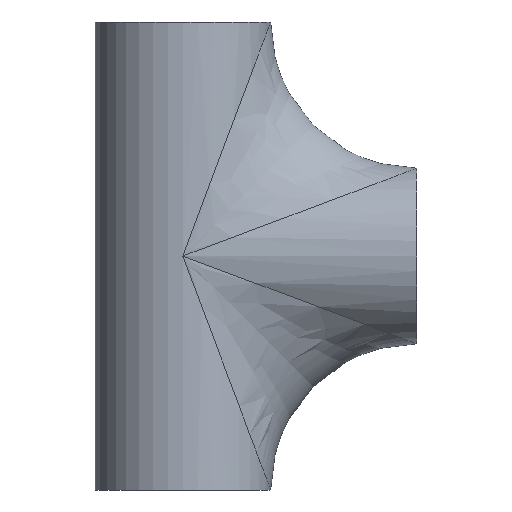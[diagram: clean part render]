
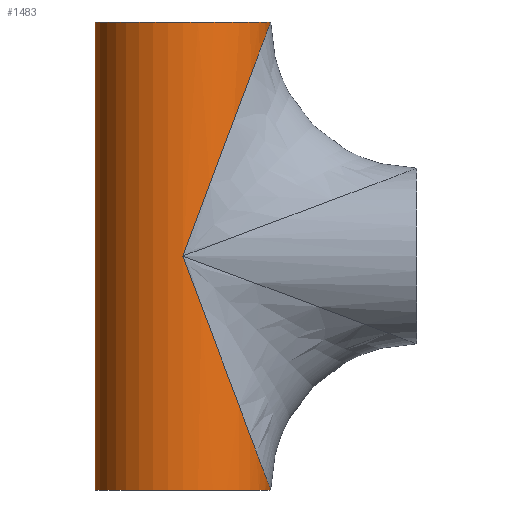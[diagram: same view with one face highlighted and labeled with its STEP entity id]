
A CAD part, front view. The second image highlights one B-rep face of the part: STEP entity #1483.
In plain terms, the highlighted cylindrical face has radius 6.75 mm (diameter 13.5 mm), a partial arc.
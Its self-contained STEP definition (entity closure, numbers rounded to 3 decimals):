
#117 = ORIENTED_EDGE ( 'NONE', *, *, #5338, .T. ) ;
#262 = CYLINDRICAL_SURFACE ( 'NONE', #1612, 6.75 ) ;
#292 = CARTESIAN_POINT ( 'NONE',  ( -6.75, 0., 18. ) ) ;
#569 = CARTESIAN_POINT ( 'NONE',  ( 3.954, -6.75, 10.544 ) ) ;
#604 = CARTESIAN_POINT ( 'NONE',  ( 0., -6.75, 0. ) ) ;
#1127 = ORIENTED_EDGE ( 'NONE', *, *, #4085, .F. ) ;
#1322 = ORIENTED_EDGE ( 'NONE', *, *, #3575, .T. ) ;
#1357 = AXIS2_PLACEMENT_3D ( 'NONE', #3126, #5028, #4999 ) ;
#1483 = ADVANCED_FACE ( 'NONE', ( #3835 ), #262, .T. ) ;
#1489 = VECTOR ( 'NONE', #2120, 1000. ) ;
#1595 = ORIENTED_EDGE ( 'NONE', *, *, #4956, .T. ) ;
#1612 = AXIS2_PLACEMENT_3D ( 'NONE', #2034, #2061, #3443 ) ;
#1728 = VERTEX_POINT ( 'NONE', #5192 ) ;
#1734 = AXIS2_PLACEMENT_3D ( 'NONE', #2147, #3946, #5748 ) ;
#1774 = CARTESIAN_POINT ( 'NONE',  ( 6.75, 0., -18. ) ) ;
#1899 = CARTESIAN_POINT ( 'NONE',  ( 0., -6.75, 0. ) ) ;
#2034 = CARTESIAN_POINT ( 'NONE',  ( 0., 0., 18. ) ) ;
#2061 = DIRECTION ( 'NONE',  ( 0., 0., -1. ) ) ;
#2120 = DIRECTION ( 'NONE',  ( 0., 0., -1. ) ) ;
#2147 = CARTESIAN_POINT ( 'NONE',  ( 0., 0., -18. ) ) ;
#2337 = CARTESIAN_POINT ( 'NONE',  ( 6.75, 0., -18. ) ) ;
#2364 = CARTESIAN_POINT ( 'NONE',  ( 6.75, 0., 18. ) ) ;
#2399 = CARTESIAN_POINT ( 'NONE',  ( 6.75, -3.954, -18. ) ) ;
#2453 = CARTESIAN_POINT ( 'NONE',  ( -6.75, 0., 18. ) ) ;
#2561 = LINE ( 'NONE', #292, #1489 ) ;
#2801 = ORIENTED_EDGE ( 'NONE', *, *, #5738, .T. ) ;
#2951 = VERTEX_POINT ( 'NONE', #2453 ) ;
#3126 = CARTESIAN_POINT ( 'NONE',  ( 0., 0., 18. ) ) ;
#3443 = DIRECTION ( 'NONE',  ( -1., 0., 0. ) ) ;
#3528 = CIRCLE ( 'NONE', #1734, 6.75 ) ;
#3575 = EDGE_CURVE ( 'NONE', #5199, #1728, #5780, .T. ) ;
#3760 =( BOUNDED_CURVE ( )  B_SPLINE_CURVE ( 3, ( #2337, #2399, #3812, #4200 ),
 .UNSPECIFIED., .F., .T. ) 
 B_SPLINE_CURVE_WITH_KNOTS ( ( 4, 4 ),
 ( 3.142, 4.712 ),
 .UNSPECIFIED. ) 
 CURVE ( )  GEOMETRIC_REPRESENTATION_ITEM ( )  RATIONAL_B_SPLINE_CURVE ( ( 1., 0.805, 0.805, 1. ) ) 
 REPRESENTATION_ITEM ( '' )  );
#3812 = CARTESIAN_POINT ( 'NONE',  ( 3.954, -6.75, -10.544 ) ) ;
#3835 = FACE_OUTER_BOUND ( 'NONE', #3889, .T. ) ;
#3889 = EDGE_LOOP ( 'NONE', ( #1127, #2801, #117, #1595, #1322 ) ) ;
#3901 = CIRCLE ( 'NONE', #1357, 6.75 ) ;
#3946 = DIRECTION ( 'NONE',  ( 0., 0., 1. ) ) ;
#4072 = VERTEX_POINT ( 'NONE', #1774 ) ;
#4085 = EDGE_CURVE ( 'NONE', #2951, #1728, #3901, .T. ) ;
#4106 = CARTESIAN_POINT ( 'NONE',  ( -6.75, 0., -18. ) ) ;
#4200 = CARTESIAN_POINT ( 'NONE',  ( 0., -6.75, 0. ) ) ;
#4226 = VERTEX_POINT ( 'NONE', #4106 ) ;
#4956 = EDGE_CURVE ( 'NONE', #4072, #5199, #3760, .T. ) ;
#4999 = DIRECTION ( 'NONE',  ( 1., 0., 0. ) ) ;
#5028 = DIRECTION ( 'NONE',  ( 0., 0., 1. ) ) ;
#5192 = CARTESIAN_POINT ( 'NONE',  ( 6.75, 0., 18. ) ) ;
#5199 = VERTEX_POINT ( 'NONE', #1899 ) ;
#5338 = EDGE_CURVE ( 'NONE', #4226, #4072, #3528, .T. ) ;
#5557 = CARTESIAN_POINT ( 'NONE',  ( 6.75, -3.954, 18. ) ) ;
#5738 = EDGE_CURVE ( 'NONE', #2951, #4226, #2561, .T. ) ;
#5748 = DIRECTION ( 'NONE',  ( 1., 0., 0. ) ) ;
#5780 =( BOUNDED_CURVE ( )  B_SPLINE_CURVE ( 3, ( #604, #569, #5557, #2364 ),
 .UNSPECIFIED., .F., .T. ) 
 B_SPLINE_CURVE_WITH_KNOTS ( ( 4, 4 ),
 ( 1.571, 3.142 ),
 .UNSPECIFIED. ) 
 CURVE ( )  GEOMETRIC_REPRESENTATION_ITEM ( )  RATIONAL_B_SPLINE_CURVE ( ( 1., 0.805, 0.805, 1. ) ) 
 REPRESENTATION_ITEM ( '' )  );
